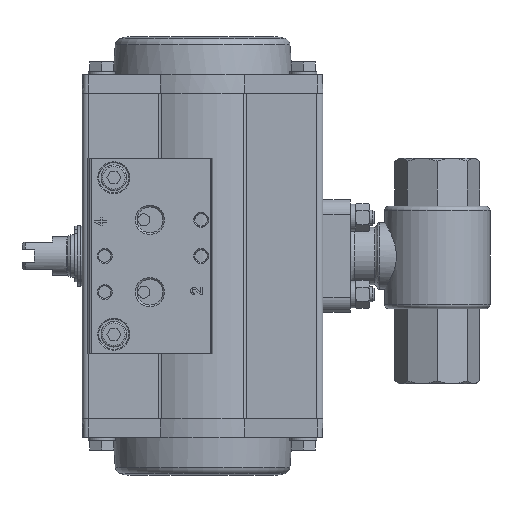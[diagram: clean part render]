
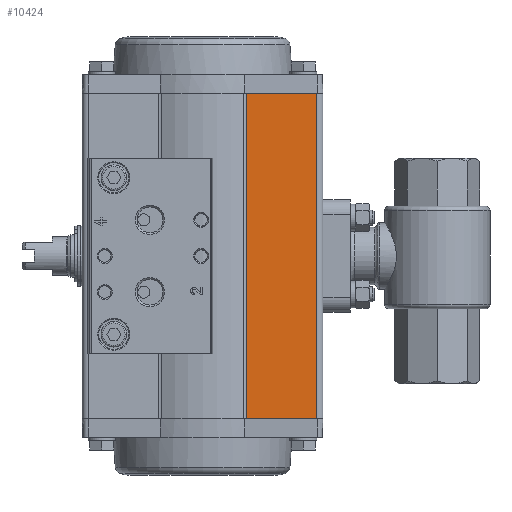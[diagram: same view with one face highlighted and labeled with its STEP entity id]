
A CAD part, left-side view. The second image highlights one B-rep face of the part: STEP entity #10424.
In plain terms, the highlighted face is planar.
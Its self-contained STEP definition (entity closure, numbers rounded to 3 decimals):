
#1129=LINE('',#16282,#1746);
#1153=LINE('',#16420,#1770);
#1189=LINE('',#16528,#1806);
#1190=LINE('',#16529,#1807);
#1746=VECTOR('',#12878,1000.);
#1770=VECTOR('',#12944,1000.);
#1806=VECTOR('',#13036,1000.);
#1807=VECTOR('',#13037,1000.);
#2786=ORIENTED_EDGE('',*,*,#5420,.F.);
#2787=ORIENTED_EDGE('',*,*,#5521,.F.);
#2788=ORIENTED_EDGE('',*,*,#5468,.T.);
#2789=ORIENTED_EDGE('',*,*,#5522,.T.);
#5420=EDGE_CURVE('',#6824,#6832,#1129,.T.);
#5468=EDGE_CURVE('',#6854,#6872,#1153,.T.);
#5521=EDGE_CURVE('',#6854,#6824,#1189,.T.);
#5522=EDGE_CURVE('',#6872,#6832,#1190,.T.);
#6824=VERTEX_POINT('',#16252);
#6832=VERTEX_POINT('',#16283);
#6854=VERTEX_POINT('',#16349);
#6872=VERTEX_POINT('',#16419);
#8145=EDGE_LOOP('',(#2786,#2787,#2788,#2789));
#9127=FACE_BOUND('',#8145,.T.);
#10006=PLANE('',#11366);
#10424=ADVANCED_FACE('',(#9127),#10006,.F.);
#11366=AXIS2_PLACEMENT_3D('',#16527,#13034,#13035);
#12878=DIRECTION('',(0.,-1.,0.));
#12944=DIRECTION('',(0.,-1.,0.));
#13034=DIRECTION('',(-1.,0.,0.));
#13035=DIRECTION('',(0.,0.,1.));
#13036=DIRECTION('',(0.,0.,-1.));
#13037=DIRECTION('',(0.,0.,-1.));
#16252=CARTESIAN_POINT('',(26.5,-14.552,-54.15));
#16282=CARTESIAN_POINT('',(26.5,40.,-54.15));
#16283=CARTESIAN_POINT('',(26.5,-38.,-54.15));
#16349=CARTESIAN_POINT('',(26.5,-14.552,54.15));
#16419=CARTESIAN_POINT('',(26.5,-38.,54.15));
#16420=CARTESIAN_POINT('',(26.5,40.,54.15));
#16527=CARTESIAN_POINT('',(26.5,14.552,54.15));
#16528=CARTESIAN_POINT('',(26.5,-14.552,54.15));
#16529=CARTESIAN_POINT('',(26.5,-38.,54.25));
